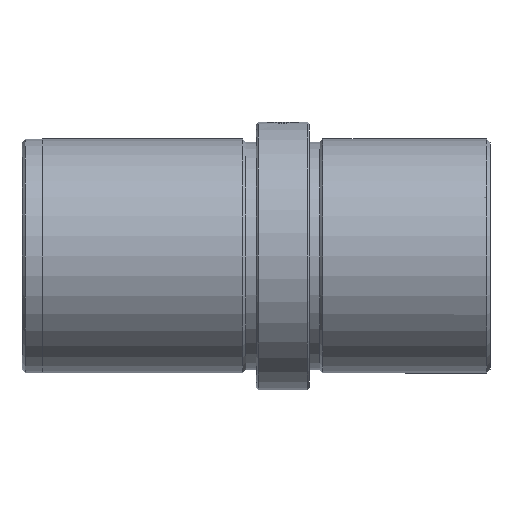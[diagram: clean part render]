
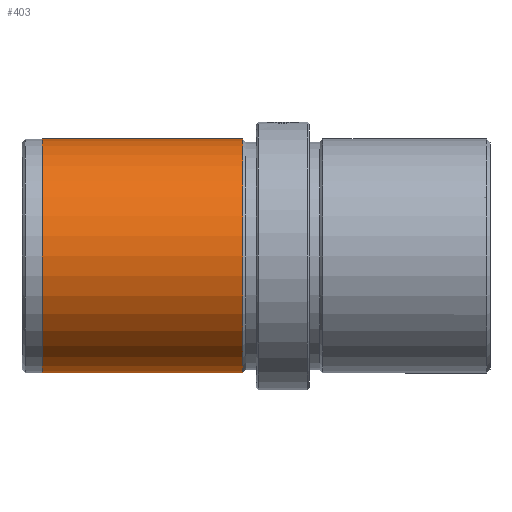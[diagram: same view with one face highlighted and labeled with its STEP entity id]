
A CAD part, left-side view. The second image highlights one B-rep face of the part: STEP entity #403.
In plain terms, the highlighted cylindrical face has radius 17.5 mm (diameter 35 mm), a partial arc.
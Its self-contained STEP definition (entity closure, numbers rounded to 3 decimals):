
#33 = CIRCLE ( 'NONE', #260, 17.5 ) ;
#46 = DIRECTION ( 'NONE',  ( 0., 0., -1. ) ) ;
#63 = ORIENTED_EDGE ( 'NONE', *, *, #1100, .T. ) ;
#92 = DIRECTION ( 'NONE',  ( 0., -1., 0. ) ) ;
#126 = LINE ( 'NONE', #985, #1347 ) ;
#176 = CYLINDRICAL_SURFACE ( 'NONE', #1455, 17.5 ) ;
#199 = CARTESIAN_POINT ( 'NONE',  ( 0., 37., 0. ) ) ;
#242 = EDGE_CURVE ( 'NONE', #1952, #879, #2029, .T. ) ;
#260 = AXIS2_PLACEMENT_3D ( 'NONE', #1968, #984, #46 ) ;
#355 = DIRECTION ( 'NONE',  ( 0., 0., -1. ) ) ;
#403 = ADVANCED_FACE ( 'NONE', ( #1669 ), #176, .T. ) ;
#481 = VERTEX_POINT ( 'NONE', #1382 ) ;
#485 = CARTESIAN_POINT ( 'NONE',  ( 0., 67., -17.5 ) ) ;
#879 = VERTEX_POINT ( 'NONE', #2056 ) ;
#961 = CIRCLE ( 'NONE', #2058, 17.5 ) ;
#984 = DIRECTION ( 'NONE',  ( 0., -1., 0. ) ) ;
#985 = CARTESIAN_POINT ( 'NONE',  ( 0., 0., 17.5 ) ) ;
#1034 = CARTESIAN_POINT ( 'NONE',  ( 0., 0., -17.5 ) ) ;
#1044 = CARTESIAN_POINT ( 'NONE',  ( 0., 0., 0. ) ) ;
#1100 = EDGE_CURVE ( 'NONE', #481, #1952, #33, .T. ) ;
#1210 = DIRECTION ( 'NONE',  ( 0., -1., 0. ) ) ;
#1310 = DIRECTION ( 'NONE',  ( 0., -1., 0. ) ) ;
#1329 = ORIENTED_EDGE ( 'NONE', *, *, #1578, .F. ) ;
#1347 = VECTOR ( 'NONE', #1808, 1000. ) ;
#1382 = CARTESIAN_POINT ( 'NONE',  ( 0., 67., 17.5 ) ) ;
#1455 = AXIS2_PLACEMENT_3D ( 'NONE', #1044, #1210, #1544 ) ;
#1460 = ORIENTED_EDGE ( 'NONE', *, *, #242, .T. ) ;
#1529 = EDGE_LOOP ( 'NONE', ( #1797, #63, #1460, #1329 ) ) ;
#1544 = DIRECTION ( 'NONE',  ( 0., 0., -1. ) ) ;
#1578 = EDGE_CURVE ( 'NONE', #1615, #879, #961, .T. ) ;
#1590 = EDGE_CURVE ( 'NONE', #481, #1615, #126, .T. ) ;
#1615 = VERTEX_POINT ( 'NONE', #1656 ) ;
#1656 = CARTESIAN_POINT ( 'NONE',  ( 0., 37., 17.5 ) ) ;
#1669 = FACE_OUTER_BOUND ( 'NONE', #1529, .T. ) ;
#1797 = ORIENTED_EDGE ( 'NONE', *, *, #1590, .F. ) ;
#1808 = DIRECTION ( 'NONE',  ( 0., -1., 0. ) ) ;
#1877 = VECTOR ( 'NONE', #92, 1000. ) ;
#1952 = VERTEX_POINT ( 'NONE', #485 ) ;
#1968 = CARTESIAN_POINT ( 'NONE',  ( 0., 67., 0. ) ) ;
#2029 = LINE ( 'NONE', #1034, #1877 ) ;
#2056 = CARTESIAN_POINT ( 'NONE',  ( 0., 37., -17.5 ) ) ;
#2058 = AXIS2_PLACEMENT_3D ( 'NONE', #199, #1310, #355 ) ;
